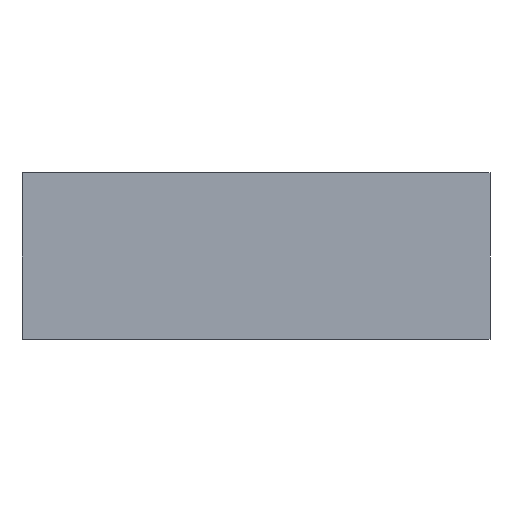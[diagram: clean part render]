
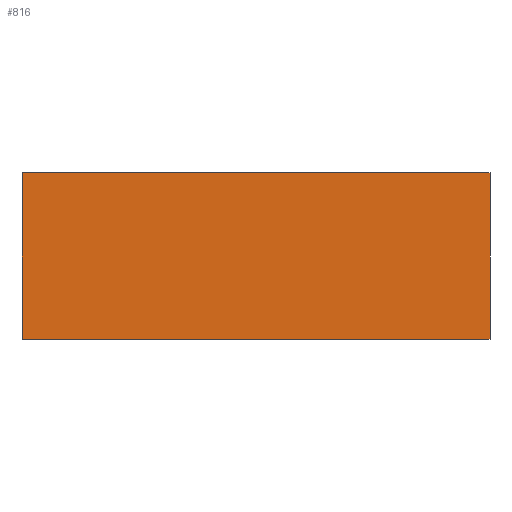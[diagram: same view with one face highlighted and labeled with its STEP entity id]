
A CAD part, front view. The second image highlights one B-rep face of the part: STEP entity #816.
In plain terms, the highlighted planar face has unit normal (0, -1, 0).
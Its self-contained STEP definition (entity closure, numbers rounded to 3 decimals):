
#62=FACE_OUTER_BOUND('',#105,.T.);
#105=EDGE_LOOP('',(#697,#698,#699,#700));
#120=LINE('',#1112,#228);
#133=LINE('',#1139,#241);
#140=LINE('',#1152,#248);
#212=LINE('',#1308,#320);
#228=VECTOR('',#903,10.);
#241=VECTOR('',#924,10.);
#248=VECTOR('',#939,10.);
#320=VECTOR('',#1063,10.);
#334=VERTEX_POINT('',#1109);
#335=VERTEX_POINT('',#1111);
#344=VERTEX_POINT('',#1136);
#345=VERTEX_POINT('',#1138);
#408=EDGE_CURVE('',#335,#334,#120,.T.);
#421=EDGE_CURVE('',#345,#344,#133,.T.);
#428=EDGE_CURVE('',#344,#335,#140,.T.);
#505=EDGE_CURVE('',#334,#345,#212,.T.);
#697=ORIENTED_EDGE('',*,*,#428,.T.);
#698=ORIENTED_EDGE('',*,*,#408,.T.);
#699=ORIENTED_EDGE('',*,*,#505,.T.);
#700=ORIENTED_EDGE('',*,*,#421,.T.);
#773=PLANE('',#877);
#816=ADVANCED_FACE('',(#62),#773,.T.);
#877=AXIS2_PLACEMENT_3D('',#1315,#1071,#1072);
#903=DIRECTION('',(0.,0.,1.));
#924=DIRECTION('',(0.,0.,-1.));
#939=DIRECTION('',(1.,0.,0.));
#1063=DIRECTION('',(-1.,0.,0.));
#1071=DIRECTION('center_axis',(0.,-1.,0.));
#1072=DIRECTION('ref_axis',(0.,0.,-1.));
#1109=CARTESIAN_POINT('',(-176.29,-64.3,31.1));
#1111=CARTESIAN_POINT('',(-176.29,-64.3,19.1));
#1112=CARTESIAN_POINT('',(-176.29,-64.3,19.1));
#1136=CARTESIAN_POINT('',(-210.11,-64.3,19.1));
#1138=CARTESIAN_POINT('',(-210.11,-64.3,31.1));
#1139=CARTESIAN_POINT('',(-210.11,-64.3,31.1));
#1152=CARTESIAN_POINT('',(-210.11,-64.3,19.1));
#1308=CARTESIAN_POINT('',(-176.29,-64.3,31.1));
#1315=CARTESIAN_POINT('Origin',(-193.2,-64.3,25.1));
